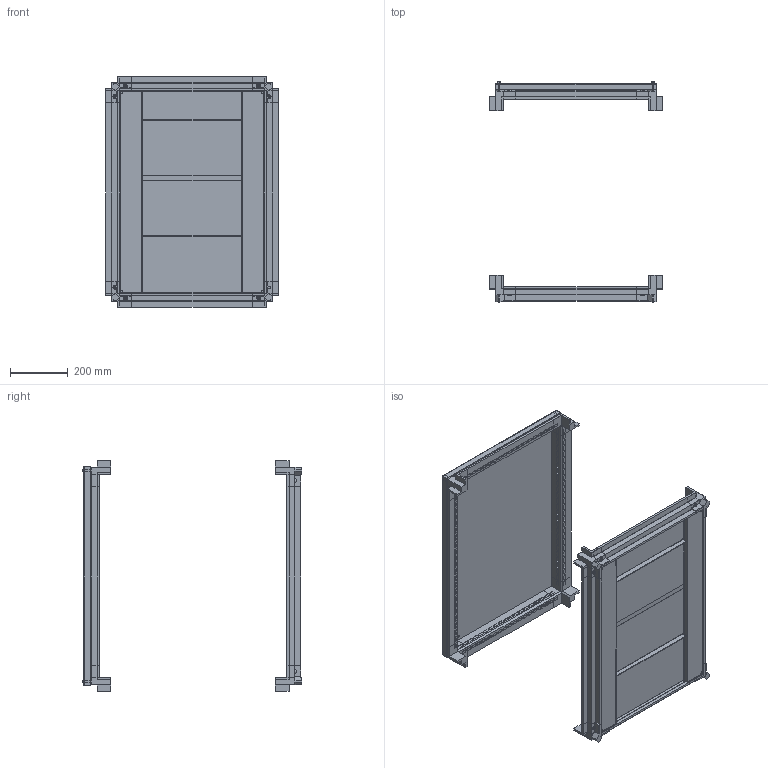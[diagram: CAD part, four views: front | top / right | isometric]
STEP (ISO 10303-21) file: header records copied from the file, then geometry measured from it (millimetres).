
FILE_DESCRIPTION (( 'STEP AP214' ), '1' );
FILE_NAME ('OKKTB6080.STEP', '2021-06-29T17:28:05', ( '' ), ( '' ), 'SwSTEP 2.0', 'SolidWorks 2021', '' );
FILE_SCHEMA (( 'AUTOMOTIVE_DESIGN' ));
Length unit declared in the file: inch
Products named in the file (1): OKKTB6080
Bounding box: 600 x 763.68 x 800 mm (x, y, z)
Volume: 8264368.6 mm3; surface area: 3353251.2 mm2
Topology: 62 solids, 68 shells, 4787 faces, 11228 edges, 7391 vertices
Faces by surface type: plane 3654, cylinder 962, cone 83, bspline 74, torus 14
Full cylindrical faces by diameter (mm): 3.9 x14, 4.25 x460, 4.92 x6, 5 x8, 6 x7, 7 x1, 8 x20, 8.2 x6, 9 x22, 10 x14, 12 x4, 14 x20, 20 x4
Entity records: 201494 total; most frequent: CARTESIAN_POINT 29748, DIRECTION 21648, ORIENTED_EDGE 20982, EDGE_CURVE 10491, VECTOR 8142, LINE 8142, VERTEX_POINT 7333, AXIS2_PLACEMENT_3D 6753
